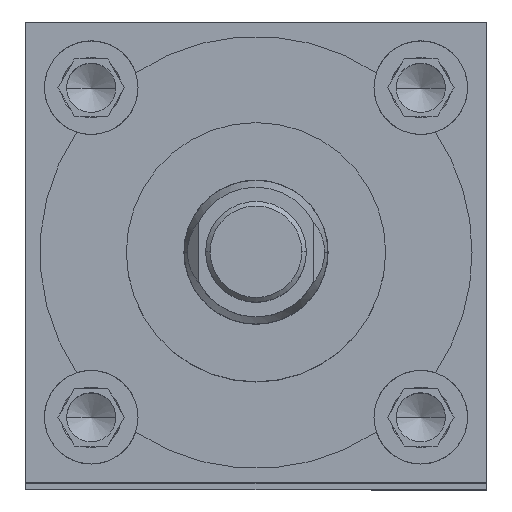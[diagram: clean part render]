
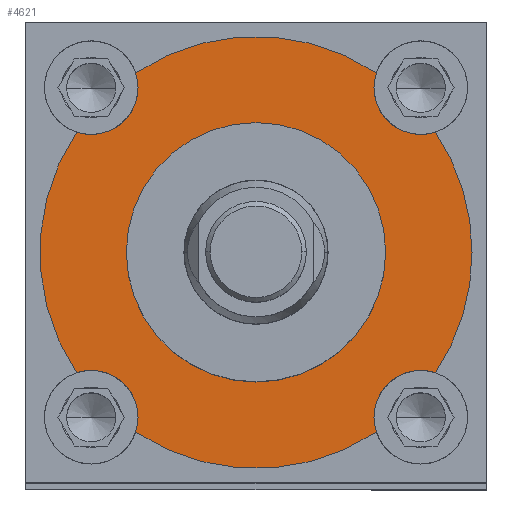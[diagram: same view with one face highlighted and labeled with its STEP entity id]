
A CAD part, top view. The second image highlights one B-rep face of the part: STEP entity #4621.
In plain terms, the highlighted planar face has unit normal (0, 0, 1).
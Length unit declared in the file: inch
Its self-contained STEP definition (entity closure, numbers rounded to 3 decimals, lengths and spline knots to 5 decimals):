
#120 = AXIS2_PLACEMENT_3D ( 'NONE', #4362, #1827, #857 ) ;
#184 = DIRECTION ( 'NONE',  ( 1., 0., 0. ) ) ;
#273 = AXIS2_PLACEMENT_3D ( 'NONE', #858, #1901, #4332 ) ;
#325 = EDGE_CURVE ( 'NONE', #4956, #5520, #1992, .T. ) ;
#392 = AXIS2_PLACEMENT_3D ( 'NONE', #4753, #1338, #2324 ) ;
#441 = CARTESIAN_POINT ( 'NONE',  ( 0.77859, -0.52222, 17.62 ) ) ;
#505 = EDGE_CURVE ( 'NONE', #881, #3463, #3186, .T. ) ;
#535 = CIRCLE ( 'NONE', #5813, 0.203 ) ;
#752 = CARTESIAN_POINT ( 'NONE',  ( 0., 0., 17.62 ) ) ;
#856 = EDGE_CURVE ( 'NONE', #5520, #4956, #3609, .T. ) ;
#857 = DIRECTION ( 'NONE',  ( 1., 0., 0. ) ) ;
#858 = CARTESIAN_POINT ( 'NONE',  ( 0.715, 0.715, 17.62 ) ) ;
#881 = VERTEX_POINT ( 'NONE', #2997 ) ;
#947 = CARTESIAN_POINT ( 'NONE',  ( 0.9375, 0., 17.62 ) ) ;
#949 = EDGE_CURVE ( 'NONE', #881, #3252, #3894, .T. ) ;
#993 = CARTESIAN_POINT ( 'NONE',  ( 0.715, -0.715, 17.62 ) ) ;
#1001 = VERTEX_POINT ( 'NONE', #947 ) ;
#1096 = AXIS2_PLACEMENT_3D ( 'NONE', #1894, #2863, #4298 ) ;
#1216 = ORIENTED_EDGE ( 'NONE', *, *, #5855, .F. ) ;
#1304 = CARTESIAN_POINT ( 'NONE',  ( 0., 0., 17.62 ) ) ;
#1338 = DIRECTION ( 'NONE',  ( 0., 0., 1. ) ) ;
#1351 = EDGE_CURVE ( 'NONE', #2882, #3886, #2640, .T. ) ;
#1385 = VERTEX_POINT ( 'NONE', #6369 ) ;
#1412 = AXIS2_PLACEMENT_3D ( 'NONE', #5247, #3233, #4726 ) ;
#1418 = CARTESIAN_POINT ( 'NONE',  ( 0.715, -0.715, 17.62 ) ) ;
#1435 = ORIENTED_EDGE ( 'NONE', *, *, #4410, .T. ) ;
#1447 = DIRECTION ( 'NONE',  ( 0., 0., 1. ) ) ;
#1538 = CARTESIAN_POINT ( 'NONE',  ( 0., 0., 17.62 ) ) ;
#1582 = ORIENTED_EDGE ( 'NONE', *, *, #1351, .T. ) ;
#1629 = DIRECTION ( 'NONE',  ( 1., 0., 0. ) ) ;
#1642 = ORIENTED_EDGE ( 'NONE', *, *, #2868, .T. ) ;
#1698 = EDGE_LOOP ( 'NONE', ( #5286, #3281 ) ) ;
#1723 = AXIS2_PLACEMENT_3D ( 'NONE', #993, #4133, #3048 ) ;
#1735 = ORIENTED_EDGE ( 'NONE', *, *, #3822, .F. ) ;
#1779 = AXIS2_PLACEMENT_3D ( 'NONE', #1304, #3324, #5758 ) ;
#1786 = CARTESIAN_POINT ( 'NONE',  ( 0.5625, 0., 17.62 ) ) ;
#1802 = ORIENTED_EDGE ( 'NONE', *, *, #3182, .F. ) ;
#1827 = DIRECTION ( 'NONE',  ( 0., 0., 1. ) ) ;
#1852 = CARTESIAN_POINT ( 'NONE',  ( 0., 0., 17.62 ) ) ;
#1888 = CIRCLE ( 'NONE', #2707, 0.203 ) ;
#1894 = CARTESIAN_POINT ( 'NONE',  ( 0., 0., 17.62 ) ) ;
#1901 = DIRECTION ( 'NONE',  ( 0., 0., 1. ) ) ;
#1992 = CIRCLE ( 'NONE', #5517, 0.5625 ) ;
#2034 = VERTEX_POINT ( 'NONE', #2648 ) ;
#2086 = CIRCLE ( 'NONE', #120, 0.9375 ) ;
#2255 = VERTEX_POINT ( 'NONE', #5836 ) ;
#2307 = DIRECTION ( 'NONE',  ( 0., 0., 1. ) ) ;
#2324 = DIRECTION ( 'NONE',  ( 1., 0., 0. ) ) ;
#2450 = CARTESIAN_POINT ( 'NONE',  ( 0., 0., 17.62 ) ) ;
#2497 = CIRCLE ( 'NONE', #1779, 0.9375 ) ;
#2565 = CARTESIAN_POINT ( 'NONE',  ( 0.52222, -0.77859, 17.62 ) ) ;
#2640 = CIRCLE ( 'NONE', #1096, 0.9375 ) ;
#2648 = CARTESIAN_POINT ( 'NONE',  ( -0.512, 0.715, 17.62 ) ) ;
#2707 = AXIS2_PLACEMENT_3D ( 'NONE', #1418, #1447, #4922 ) ;
#2748 = CIRCLE ( 'NONE', #1412, 0.203 ) ;
#2792 = CARTESIAN_POINT ( 'NONE',  ( -0.77859, 0.52222, 17.62 ) ) ;
#2809 = CARTESIAN_POINT ( 'NONE',  ( -0.715, -0.715, 17.62 ) ) ;
#2823 = DIRECTION ( 'NONE',  ( 1., 0., 0. ) ) ;
#2863 = DIRECTION ( 'NONE',  ( 0., 0., 1. ) ) ;
#2868 = EDGE_CURVE ( 'NONE', #1001, #1385, #4920, .T. ) ;
#2879 = AXIS2_PLACEMENT_3D ( 'NONE', #3498, #4417, #6388 ) ;
#2882 = VERTEX_POINT ( 'NONE', #5500 ) ;
#2997 = CARTESIAN_POINT ( 'NONE',  ( -0.52222, -0.77859, 17.62 ) ) ;
#3048 = DIRECTION ( 'NONE',  ( 1., 0., 0. ) ) ;
#3105 = EDGE_LOOP ( 'NONE', ( #5659, #4121, #1642, #1735, #1802, #1582, #4534, #4022, #1435, #3593, #6247, #4214, #1216 ) ) ;
#3131 = AXIS2_PLACEMENT_3D ( 'NONE', #752, #4109, #5165 ) ;
#3182 = EDGE_CURVE ( 'NONE', #2882, #4183, #5771, .T. ) ;
#3186 = CIRCLE ( 'NONE', #392, 0.203 ) ;
#3187 = CIRCLE ( 'NONE', #3678, 0.203 ) ;
#3195 = DIRECTION ( 'NONE',  ( 0., 0., 1. ) ) ;
#3233 = DIRECTION ( 'NONE',  ( 0., 0., 1. ) ) ;
#3252 = VERTEX_POINT ( 'NONE', #2565 ) ;
#3268 = EDGE_CURVE ( 'NONE', #3278, #4061, #4531, .T. ) ;
#3278 = VERTEX_POINT ( 'NONE', #441 ) ;
#3281 = ORIENTED_EDGE ( 'NONE', *, *, #856, .F. ) ;
#3304 = EDGE_CURVE ( 'NONE', #2034, #3886, #3187, .T. ) ;
#3324 = DIRECTION ( 'NONE',  ( 0., 0., 1. ) ) ;
#3331 = AXIS2_PLACEMENT_3D ( 'NONE', #4632, #3195, #184 ) ;
#3463 = VERTEX_POINT ( 'NONE', #4764 ) ;
#3498 = CARTESIAN_POINT ( 'NONE',  ( 0., 0., 17.62 ) ) ;
#3537 = CARTESIAN_POINT ( 'NONE',  ( -0.5625, 0., 17.62 ) ) ;
#3593 = ORIENTED_EDGE ( 'NONE', *, *, #3991, .F. ) ;
#3609 = CIRCLE ( 'NONE', #2879, 0.5625 ) ;
#3673 = AXIS2_PLACEMENT_3D ( 'NONE', #1538, #5081, #1629 ) ;
#3678 = AXIS2_PLACEMENT_3D ( 'NONE', #6071, #4618, #5916 ) ;
#3750 = CARTESIAN_POINT ( 'NONE',  ( -0.52222, 0.77859, 17.62 ) ) ;
#3822 = EDGE_CURVE ( 'NONE', #4183, #1385, #2748, .T. ) ;
#3886 = VERTEX_POINT ( 'NONE', #3750 ) ;
#3894 = CIRCLE ( 'NONE', #4318, 0.9375 ) ;
#3979 = DIRECTION ( 'NONE',  ( 0., 0., 1. ) ) ;
#3991 = EDGE_CURVE ( 'NONE', #3463, #2255, #535, .T. ) ;
#4017 = CARTESIAN_POINT ( 'NONE',  ( 0.512, -0.715, 17.62 ) ) ;
#4022 = ORIENTED_EDGE ( 'NONE', *, *, #6196, .F. ) ;
#4061 = VERTEX_POINT ( 'NONE', #4017 ) ;
#4109 = DIRECTION ( 'NONE',  ( 0., 0., 1. ) ) ;
#4121 = ORIENTED_EDGE ( 'NONE', *, *, #5142, .T. ) ;
#4133 = DIRECTION ( 'NONE',  ( 0., 0., 1. ) ) ;
#4183 = VERTEX_POINT ( 'NONE', #4566 ) ;
#4214 = ORIENTED_EDGE ( 'NONE', *, *, #949, .T. ) ;
#4281 = DIRECTION ( 'NONE',  ( 1., 0., 0. ) ) ;
#4298 = DIRECTION ( 'NONE',  ( 1., 0., 0. ) ) ;
#4318 = AXIS2_PLACEMENT_3D ( 'NONE', #1852, #2307, #2823 ) ;
#4332 = DIRECTION ( 'NONE',  ( 1., 0., 0. ) ) ;
#4362 = CARTESIAN_POINT ( 'NONE',  ( 0., 0., 17.62 ) ) ;
#4410 = EDGE_CURVE ( 'NONE', #5130, #2255, #2497, .T. ) ;
#4415 = DIRECTION ( 'NONE',  ( 0., 0., 1. ) ) ;
#4417 = DIRECTION ( 'NONE',  ( 0., 0., 1. ) ) ;
#4531 = CIRCLE ( 'NONE', #1723, 0.203 ) ;
#4534 = ORIENTED_EDGE ( 'NONE', *, *, #3304, .F. ) ;
#4566 = CARTESIAN_POINT ( 'NONE',  ( 0.512, 0.715, 17.62 ) ) ;
#4594 = FACE_OUTER_BOUND ( 'NONE', #3105, .T. ) ;
#4618 = DIRECTION ( 'NONE',  ( 0., 0., 1. ) ) ;
#4621 = ADVANCED_FACE ( 'NONE', ( #4594, #5657 ), #5627, .T. ) ;
#4632 = CARTESIAN_POINT ( 'NONE',  ( -0.715, 0.715, 17.62 ) ) ;
#4726 = DIRECTION ( 'NONE',  ( 1., 0., 0. ) ) ;
#4753 = CARTESIAN_POINT ( 'NONE',  ( -0.715, -0.715, 17.62 ) ) ;
#4764 = CARTESIAN_POINT ( 'NONE',  ( -0.512, -0.715, 17.62 ) ) ;
#4920 = CIRCLE ( 'NONE', #3673, 0.9375 ) ;
#4922 = DIRECTION ( 'NONE',  ( 1., 0., 0. ) ) ;
#4956 = VERTEX_POINT ( 'NONE', #3537 ) ;
#4992 = CIRCLE ( 'NONE', #3331, 0.203 ) ;
#5081 = DIRECTION ( 'NONE',  ( 0., 0., 1. ) ) ;
#5130 = VERTEX_POINT ( 'NONE', #2792 ) ;
#5142 = EDGE_CURVE ( 'NONE', #3278, #1001, #2086, .T. ) ;
#5165 = DIRECTION ( 'NONE',  ( 1., 0., 0. ) ) ;
#5247 = CARTESIAN_POINT ( 'NONE',  ( 0.715, 0.715, 17.62 ) ) ;
#5286 = ORIENTED_EDGE ( 'NONE', *, *, #325, .F. ) ;
#5500 = CARTESIAN_POINT ( 'NONE',  ( 0.52222, 0.77859, 17.62 ) ) ;
#5517 = AXIS2_PLACEMENT_3D ( 'NONE', #2450, #3979, #6406 ) ;
#5520 = VERTEX_POINT ( 'NONE', #1786 ) ;
#5627 = PLANE ( 'NONE',  #3131 ) ;
#5657 = FACE_BOUND ( 'NONE', #1698, .T. ) ;
#5659 = ORIENTED_EDGE ( 'NONE', *, *, #3268, .F. ) ;
#5758 = DIRECTION ( 'NONE',  ( 1., 0., 0. ) ) ;
#5771 = CIRCLE ( 'NONE', #273, 0.203 ) ;
#5813 = AXIS2_PLACEMENT_3D ( 'NONE', #2809, #4415, #4281 ) ;
#5836 = CARTESIAN_POINT ( 'NONE',  ( -0.77859, -0.52222, 17.62 ) ) ;
#5855 = EDGE_CURVE ( 'NONE', #4061, #3252, #1888, .T. ) ;
#5916 = DIRECTION ( 'NONE',  ( 1., 0., 0. ) ) ;
#6071 = CARTESIAN_POINT ( 'NONE',  ( -0.715, 0.715, 17.62 ) ) ;
#6196 = EDGE_CURVE ( 'NONE', #5130, #2034, #4992, .T. ) ;
#6247 = ORIENTED_EDGE ( 'NONE', *, *, #505, .F. ) ;
#6369 = CARTESIAN_POINT ( 'NONE',  ( 0.77859, 0.52222, 17.62 ) ) ;
#6388 = DIRECTION ( 'NONE',  ( 1., 0., 0. ) ) ;
#6406 = DIRECTION ( 'NONE',  ( 1., 0., 0. ) ) ;
